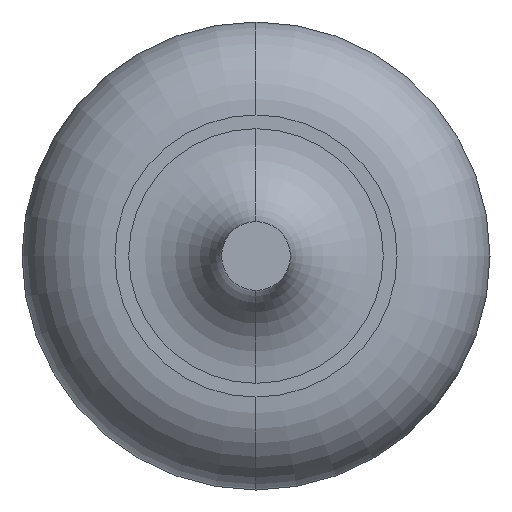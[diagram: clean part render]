
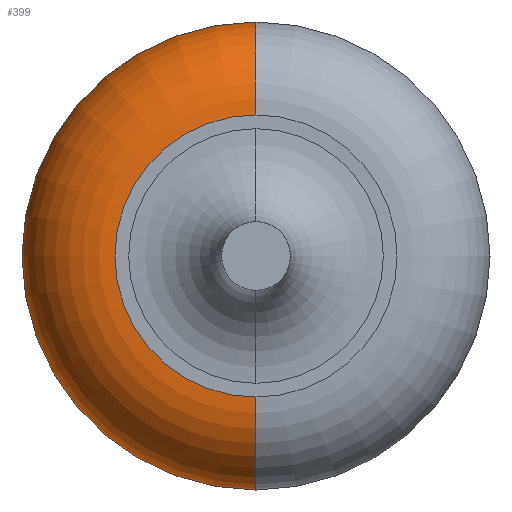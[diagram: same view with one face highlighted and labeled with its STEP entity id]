
A CAD part, left-side view. The second image highlights one B-rep face of the part: STEP entity #399.
In plain terms, the highlighted toroidal (fillet/blend) face has major radius 1.67 mm and minor radius 1.1 mm.
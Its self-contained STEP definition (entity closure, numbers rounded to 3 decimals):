
#1 = CARTESIAN_POINT ( 'NONE',  ( -6.35, 0., 0. ) ) ;
#2 = DIRECTION ( 'NONE',  ( -1., 0., 0. ) ) ;
#3 = DIRECTION ( 'NONE',  ( 0., 0., 1. ) ) ;
#4 = CARTESIAN_POINT ( 'NONE',  ( -5.25, 0., 1.67 ) ) ;
#5 = DIRECTION ( 'NONE',  ( 0., -1., 0. ) ) ;
#6 = DIRECTION ( 'NONE',  ( 0., 0., -1. ) ) ;
#7 = CARTESIAN_POINT ( 'NONE',  ( -5.25, 0., 0. ) ) ;
#8 = DIRECTION ( 'NONE',  ( -1., 0., 0. ) ) ;
#9 = DIRECTION ( 'NONE',  ( 0., 0., 1. ) ) ;
#69 = VERTEX_POINT ( 'NONE', #277 ) ;
#70 = VERTEX_POINT ( 'NONE', #271 ) ;
#73 = VERTEX_POINT ( 'NONE', #273 ) ;
#105 = VERTEX_POINT ( 'NONE', #151 ) ;
#151 = CARTESIAN_POINT ( 'NONE',  ( -5.25, 0., -2.77 ) ) ;
#182 = CARTESIAN_POINT ( 'NONE',  ( -5.25, 0., -1.67 ) ) ;
#183 = DIRECTION ( 'NONE',  ( 0., 1., 0. ) ) ;
#184 = DIRECTION ( 'NONE',  ( 0., 0., 1. ) ) ;
#271 = CARTESIAN_POINT ( 'NONE',  ( -6.35, 0., 1.67 ) ) ;
#273 = CARTESIAN_POINT ( 'NONE',  ( -5.25, 0., 2.77 ) ) ;
#277 = CARTESIAN_POINT ( 'NONE',  ( -6.35, 0., -1.67 ) ) ;
#282 = DIRECTION ( 'NONE',  ( -1., 0., 0. ) ) ;
#283 = DIRECTION ( 'NONE',  ( 0., 0., 1. ) ) ;
#310 = AXIS2_PLACEMENT_3D ( 'NONE', #4, #5, #6 ) ;
#311 = AXIS2_PLACEMENT_3D ( 'NONE', #7, #8, #9 ) ;
#399 = ADVANCED_FACE ( 'NONE', ( #725 ), #729, .T. ) ;
#436 = EDGE_CURVE ( 'NONE', #105, #69, #752, .T. ) ;
#437 = EDGE_CURVE ( 'NONE', #70, #69, #753, .T. ) ;
#438 = EDGE_CURVE ( 'NONE', #73, #70, #755, .T. ) ;
#439 = EDGE_CURVE ( 'NONE', #73, #105, #756, .T. ) ;
#496 = EDGE_LOOP ( 'NONE', ( #635, #647, #648, #636 ) ) ;
#521 = AXIS2_PLACEMENT_3D ( 'NONE', #582, #282, #283 ) ;
#539 = AXIS2_PLACEMENT_3D ( 'NONE', #182, #183, #184 ) ;
#540 = AXIS2_PLACEMENT_3D ( 'NONE', #1, #2, #3 ) ;
#582 = CARTESIAN_POINT ( 'NONE',  ( -5.25, 0., 0. ) ) ;
#635 = ORIENTED_EDGE ( 'NONE', *, *, #439, .T. ) ;
#636 = ORIENTED_EDGE ( 'NONE', *, *, #438, .F. ) ;
#647 = ORIENTED_EDGE ( 'NONE', *, *, #436, .T. ) ;
#648 = ORIENTED_EDGE ( 'NONE', *, *, #437, .F. ) ;
#725 = FACE_OUTER_BOUND ( 'NONE', #496, .T. ) ;
#729 = TOROIDAL_SURFACE ( 'NONE', #521, 1.67, 1.1 ) ;
#752 = CIRCLE ( 'NONE', #539, 1.1 ) ;
#753 = CIRCLE ( 'NONE', #540, 1.67 ) ;
#755 = CIRCLE ( 'NONE', #310, 1.1 ) ;
#756 = CIRCLE ( 'NONE', #311, 2.77 ) ;
